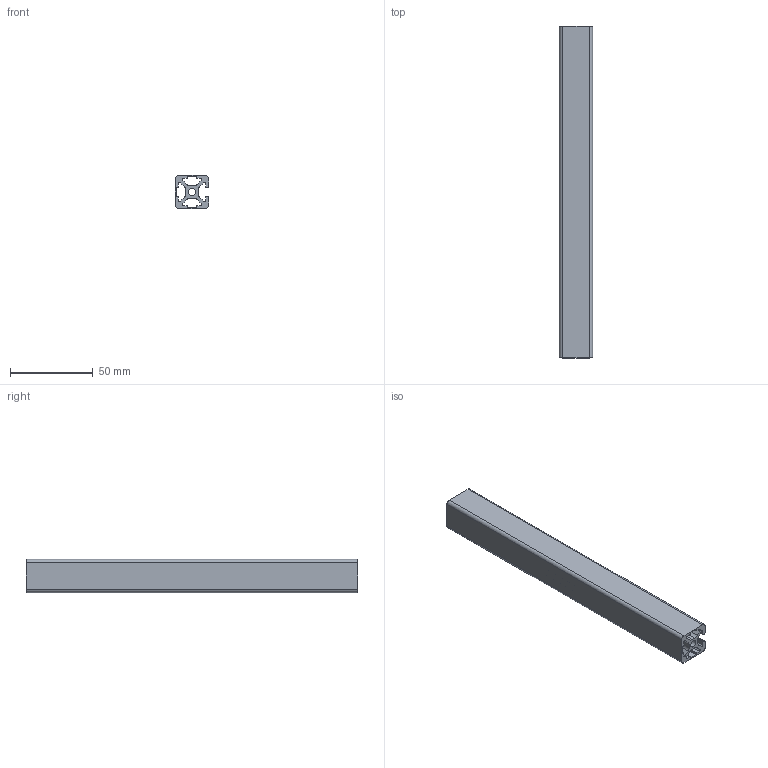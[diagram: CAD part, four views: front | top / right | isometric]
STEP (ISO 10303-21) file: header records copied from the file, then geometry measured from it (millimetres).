
FILE_DESCRIPTION(/* description */ ('Aluminiumprofil 20x20 3N'),/* implementation_level */ '2;1');
FILE_NAME(/* name */ '251202931 Aluminiumprofil 20x20 3N.stp',/* time_stamp */ '2019-07-18T14:57:09+02:00',/* author */ ('wheldmann'),/* organization */ (''),/* preprocessor_version */ 'ST-DEVELOPER v17.2',/* originating_system */ 'Autodesk Inventor 2019',/* authorisation */ ' ');
FILE_SCHEMA (('AUTOMOTIVE_DESIGN { 1 0 10303 214 3 1 1 }'));
Length unit declared in the file: millimetre
Products named in the file (1): 251202931
Bounding box: 20 x 200 x 20 mm (x, y, z)
Volume: 38427.3 mm3; surface area: 39894.6 mm2
Topology: 1 solids, 1 shells, 75 faces, 219 edges, 146 vertices
Faces by surface type: plane 38, cylinder 37
Full cylindrical faces by diameter (mm): 4.3 x1
Entity records: 2564 total; most frequent: DIRECTION 445, CARTESIAN_POINT 441, ORIENTED_EDGE 438, EDGE_CURVE 219, AXIS2_PLACEMENT_3D 150, VERTEX_POINT 146, LINE 145, VECTOR 145
